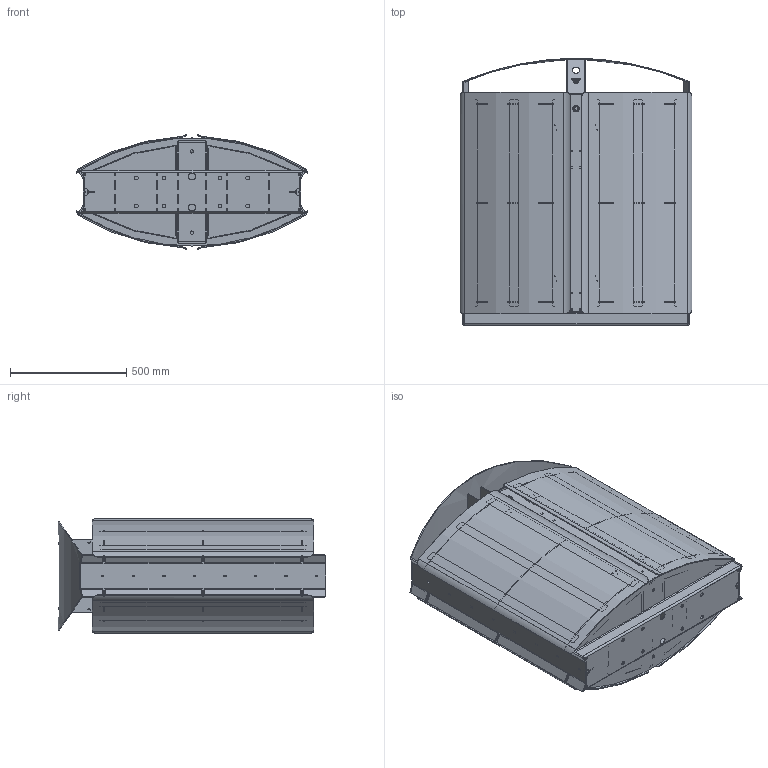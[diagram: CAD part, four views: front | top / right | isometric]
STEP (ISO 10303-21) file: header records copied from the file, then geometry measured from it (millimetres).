
FILE_DESCRIPTION (( 'STEP AP203' ), '1' );
FILE_NAME ('GRO GRLB.STEP', '2021-02-01T15:58:23', ( '' ), ( '' ), 'SwSTEP 2.0', 'SolidWorks 2020', '' );
FILE_SCHEMA (( 'CONFIG_CONTROL_DESIGN' ));
Length unit declared in the file: millimetre
Products named in the file (67): GRLB Door pos. 2; plain washer normal grade a_iso_Washer ISO 7089 - 8; GRLB Frame Top; slotted pan shoulder screw_din_DIN 923 - M5 x 12 --- 7N; GRLB Garbage; GRLB Door lock R; _200-9130(1-142-P9); GRLB Door; GRLB Frame Bottom; socket countersunk head screw_iso_ISO 10642 - M8 x 25 - 25N; _1-110-3; GRLB_Lock duo strip; GRLB.100_PE Spacer 15x2.5x8.2; GRLB Door pen; GRLB Frame Hinge plate; GRLB Door Lock con 2; GRLB Frame Ash Front; GRLB_Lock strip L_Left side; GRLB Frame Front Beam mount; GRLB Frame Top Plate; GRLB Frame Front Beam; GRLB Frame; GRLB StrikerRod-2.0; GRLB Frame Bottom RF 2; GRLB Garbage Bottom; GRLB Frame Back Beam; GRLB Striker strip L; GRO GRLB; socket head cap screw_isox_ISO 4762 M6 x 10 - 10N; GRLB Striker strip R; GRLB Frame Side Beam; socket head cap screw_isox_ISO 4762 M8 x 12 - 12N; GRLB Door pos.; GRLB Frame Front Beam strip; GRLB Garbage Side 2; GRLB_Lock strip R_Left side; GRLB Ash bin; GRLB Ash Bin 1; PCC1-500_-Bush-PA 6x8x10x10x2 DIN1494; GRLB Frame Ash Side reinf. ...
Assembly tree (250 placements, depth 4):
  GRO GRLB
    GRLB Frame
      GRLB Frame Bottom
      GRLB Frame Front Beam
      GRLB Frame Back Beam
      GRLB Frame Side Beam  x2
      GRLB Frame Ash Side reinf.  x2
      GRLB Frame Hinge plate  x6
      GRLB Frame Top Plate
      GRLB Frame Top
      GRLB Frame Bottom RF  x4
      GRLB Frame Bottom RF 2  x2
      GRLB Frame Ash
        GRLB Frame Ash Side  x2
        GRLB Frame Ash Front  x2
      GRLB Frame Front Beam strip
      GRLB Frame Front Beam mount  x2
    GRLB Door
      GRLB Door
      GRLB Door RF  x3
      GRLB Door Lock con
      GRLB Door Lock con 2  x2
    GRLB Door lock L  x2
    GRLB Door
      GRLB Door
      GRLB Door RF  x3
      GRLB Door Lock con
      GRLB Door Lock con 2  x2
    GRLB Door lock R  x2
    GRLB Door pen  x4
    GRLB Door
      GRLB Door
      GRLB Door RF  x3
      GRLB Door Lock con
      GRLB Door Lock con 2  x2
    GRLB Door pos.  x2
    GRLB Door pos. 2  x2
    GRLB Lock system
      GRLB Lock guide
      GRLB Striker strip L
        GRLB_Lock strip L_Left side
        GRLB StrikerRod-2.0  x2
      GRLB_Lock duo strip
      GRLB Striker strip R
        GRLB_Lock strip R_Left side
        GRLB StrikerRod-2.0  x2
      slotted pan shoulder screw_din_DIN 923 - M5 x 12 --- 7N  x13
      GRLB.100_PE Spacer 15x2.5x8.2  x26
    IPS Lock 8mm triangle
      _1-100-1-1
      _1-100-2
      _200-9130(1-142-P9)
      _1-110-4
      _1-110-3
    GRLB Locklip
    GRLB Ash plate  x2
    GRLB Garbage
      GRLB Garbage Side 1
      GRLB Garbage Side 2
      GRLB Garbage Bottom
Bounding box: 998.02 x 1150 x 496.64 mm (x, y, z)
Volume: 25454519.8 mm3; surface area: 16466403.9 mm2
Topology: 245 solids, 246 shells, 6969 faces, 17148 edges, 10681 vertices
Faces by surface type: plane 3738, cylinder 2237, cone 634, torus 278, bspline 82
Entity records: 87455 total; most frequent: CARTESIAN_POINT 18403, DIRECTION 12026, ORIENTED_EDGE 11684, EDGE_CURVE 5842, AXIS2_PLACEMENT_3D 4059, LINE 3908, VECTOR 3908, VERTEX_POINT 3636
